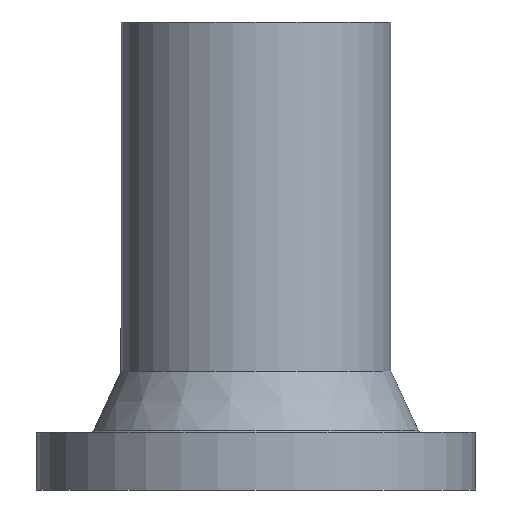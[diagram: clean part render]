
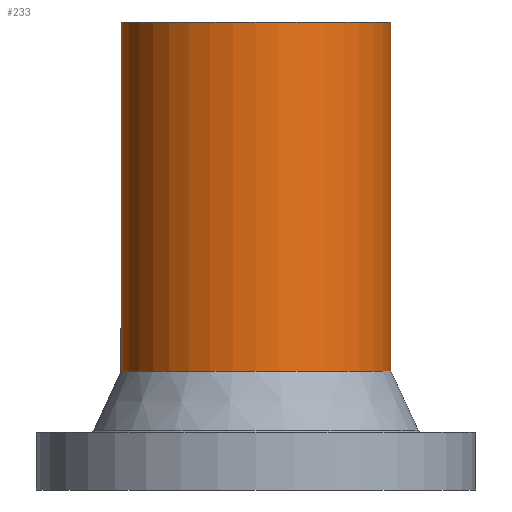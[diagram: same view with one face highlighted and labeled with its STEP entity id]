
A CAD part, front view. The second image highlights one B-rep face of the part: STEP entity #233.
In plain terms, the highlighted cylindrical face has radius 37.5 mm (diameter 75 mm), a partial arc.
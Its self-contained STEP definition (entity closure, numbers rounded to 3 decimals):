
#7 = CARTESIAN_POINT ( 'NONE',  ( 0., 0., 0. ) ) ;
#12 = CYLINDRICAL_SURFACE ( 'NONE', #262, 37.5 ) ;
#23 = AXIS2_PLACEMENT_3D ( 'NONE', #123, #313, #238 ) ;
#31 = CARTESIAN_POINT ( 'NONE',  ( -37.5, 0., 0. ) ) ;
#40 = CIRCLE ( 'NONE', #316, 37.5 ) ;
#78 = CARTESIAN_POINT ( 'NONE',  ( -37.5, 0., 130. ) ) ;
#81 = EDGE_CURVE ( 'NONE', #335, #170, #476, .T. ) ;
#89 = DIRECTION ( 'NONE',  ( 0., 0., -1. ) ) ;
#123 = CARTESIAN_POINT ( 'NONE',  ( 0., 0., 130. ) ) ;
#135 = VERTEX_POINT ( 'NONE', #442 ) ;
#136 = DIRECTION ( 'NONE',  ( 0., 0., -1. ) ) ;
#143 = VERTEX_POINT ( 'NONE', #398 ) ;
#144 = ORIENTED_EDGE ( 'NONE', *, *, #416, .F. ) ;
#147 = EDGE_CURVE ( 'NONE', #143, #170, #40, .T. ) ;
#149 = FACE_OUTER_BOUND ( 'NONE', #449, .T. ) ;
#150 = VECTOR ( 'NONE', #328, 1000. ) ;
#170 = VERTEX_POINT ( 'NONE', #402 ) ;
#218 = ORIENTED_EDGE ( 'NONE', *, *, #440, .T. ) ;
#233 = ADVANCED_FACE ( 'NONE', ( #149 ), #12, .T. ) ;
#238 = DIRECTION ( 'NONE',  ( -1., 0., 0. ) ) ;
#262 = AXIS2_PLACEMENT_3D ( 'NONE', #7, #379, #338 ) ;
#276 = LINE ( 'NONE', #351, #355 ) ;
#292 = ORIENTED_EDGE ( 'NONE', *, *, #81, .T. ) ;
#302 = CIRCLE ( 'NONE', #23, 37.5 ) ;
#313 = DIRECTION ( 'NONE',  ( 0., 0., -1. ) ) ;
#316 = AXIS2_PLACEMENT_3D ( 'NONE', #438, #136, #433 ) ;
#328 = DIRECTION ( 'NONE',  ( 0., 0., -1. ) ) ;
#335 = VERTEX_POINT ( 'NONE', #78 ) ;
#338 = DIRECTION ( 'NONE',  ( -1., 0., 0. ) ) ;
#351 = CARTESIAN_POINT ( 'NONE',  ( 37.5, 0., 0. ) ) ;
#355 = VECTOR ( 'NONE', #89, 1000. ) ;
#379 = DIRECTION ( 'NONE',  ( 0., 0., -1. ) ) ;
#398 = CARTESIAN_POINT ( 'NONE',  ( 37.5, 0., 33. ) ) ;
#402 = CARTESIAN_POINT ( 'NONE',  ( -37.5, 0., 33. ) ) ;
#416 = EDGE_CURVE ( 'NONE', #135, #143, #276, .T. ) ;
#433 = DIRECTION ( 'NONE',  ( -1., 0., 0. ) ) ;
#438 = CARTESIAN_POINT ( 'NONE',  ( 0., 0., 33. ) ) ;
#439 = ORIENTED_EDGE ( 'NONE', *, *, #147, .F. ) ;
#440 = EDGE_CURVE ( 'NONE', #135, #335, #302, .T. ) ;
#442 = CARTESIAN_POINT ( 'NONE',  ( 37.5, 0., 130. ) ) ;
#449 = EDGE_LOOP ( 'NONE', ( #144, #218, #292, #439 ) ) ;
#476 = LINE ( 'NONE', #31, #150 ) ;
